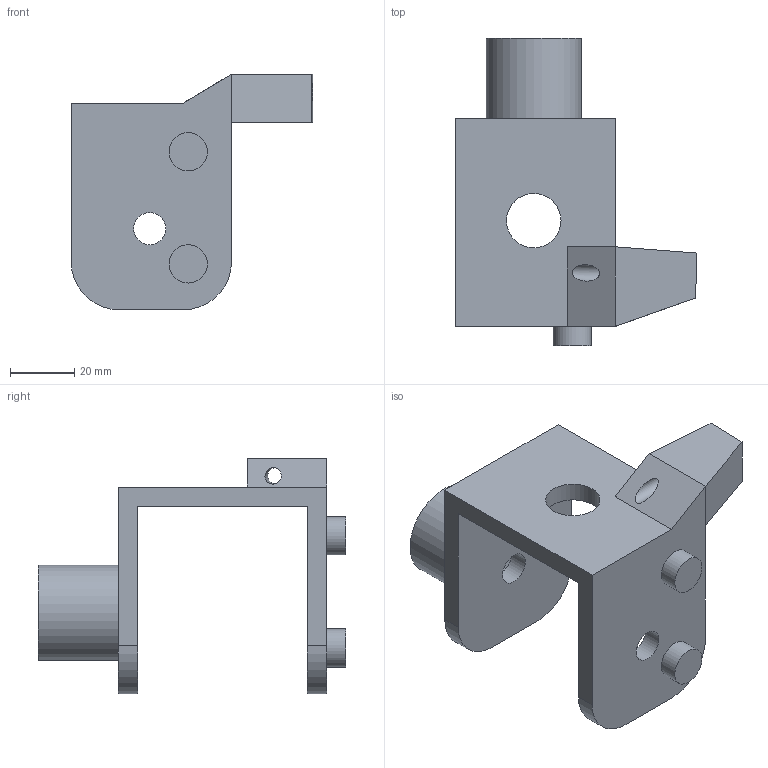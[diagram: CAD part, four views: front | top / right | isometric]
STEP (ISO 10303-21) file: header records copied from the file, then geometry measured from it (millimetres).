
FILE_DESCRIPTION(/* description */ (''),/* implementation_level */ '2;1');
FILE_NAME(/* name */ 'C23[L][FD1].stp',/* time_stamp */ '2023-06-27T11:39:00-05:00',/* author */ ('juanj'),/* organization */ (''),/* preprocessor_version */ 'ST-DEVELOPER v19.2',/* originating_system */ 'Autodesk Inventor 2024',/* authorisation */ '');
FILE_SCHEMA (('AUTOMOTIVE_DESIGN { 1 0 10303 214 3 1 1 }'));
Length unit declared in the file: millimetre
Products named in the file (1): C23[L][FD1]
Bounding box: 75.36 x 96 x 73.5 mm (x, y, z)
Volume: 66121.4 mm3; surface area: 27600.6 mm2
Topology: 1 solids, 1 shells, 33 faces, 85 edges, 66 vertices
Faces by surface type: plane 21, cylinder 12
Full cylindrical faces by diameter (mm): 5.1 x1, 10 x2, 11.95 x2, 17 x1, 24.7 x1, 29.7 x1
Entity records: 1057 total; most frequent: CARTESIAN_POINT 178, DIRECTION 170, ORIENTED_EDGE 156, EDGE_CURVE 78, AXIS2_PLACEMENT_3D 58, LINE 54, VECTOR 54, VERTEX_POINT 51
